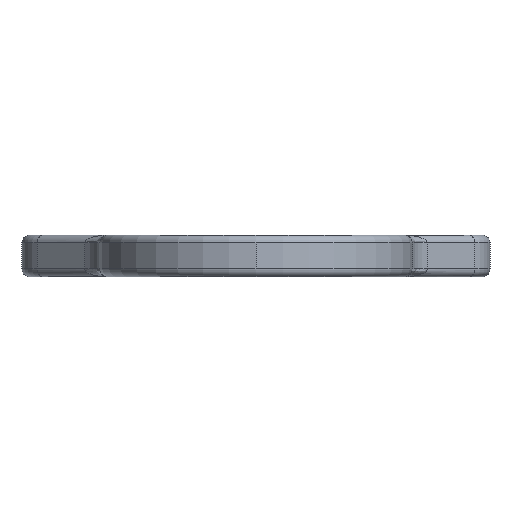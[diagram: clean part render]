
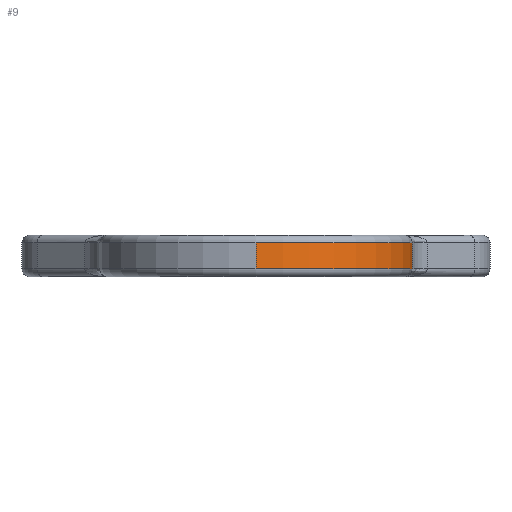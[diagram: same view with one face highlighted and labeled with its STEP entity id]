
A CAD part, left-side view. The second image highlights one B-rep face of the part: STEP entity #9.
In plain terms, the highlighted cylindrical face has radius 30 mm (diameter 60 mm), a partial arc.
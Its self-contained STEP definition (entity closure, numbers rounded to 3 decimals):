
#9 = ADVANCED_FACE ( 'NONE', ( #11303 ), #8547, .T. ) ;
#565 = CARTESIAN_POINT ( 'NONE',  ( -45., -30., -2.5 ) ) ;
#601 = DIRECTION ( 'NONE',  ( 1., 0., 0. ) ) ;
#900 = EDGE_CURVE ( 'NONE', #5241, #6768, #4184, .T. ) ;
#927 = CARTESIAN_POINT ( 'NONE',  ( -75., 0., -2.5 ) ) ;
#2469 = CARTESIAN_POINT ( 'NONE',  ( -45., 0., 2.5 ) ) ;
#2583 = ORIENTED_EDGE ( 'NONE', *, *, #10686, .T. ) ;
#3533 = DIRECTION ( 'NONE',  ( 0., 0., -1. ) ) ;
#3825 = LINE ( 'NONE', #11524, #9772 ) ;
#4184 = CIRCLE ( 'NONE', #7179, 30. ) ;
#4460 = EDGE_LOOP ( 'NONE', ( #8687, #6787, #2583, #10875 ) ) ;
#5241 = VERTEX_POINT ( 'NONE', #10720 ) ;
#6168 = LINE ( 'NONE', #9992, #8352 ) ;
#6240 = EDGE_CURVE ( 'NONE', #6768, #12083, #3825, .T. ) ;
#6542 = AXIS2_PLACEMENT_3D ( 'NONE', #9306, #7368, #601 ) ;
#6768 = VERTEX_POINT ( 'NONE', #10877 ) ;
#6770 = DIRECTION ( 'NONE',  ( 0., 0., -1. ) ) ;
#6787 = ORIENTED_EDGE ( 'NONE', *, *, #6240, .T. ) ;
#6995 = AXIS2_PLACEMENT_3D ( 'NONE', #12181, #7547, #11245 ) ;
#7179 = AXIS2_PLACEMENT_3D ( 'NONE', #2469, #3533, #8109 ) ;
#7368 = DIRECTION ( 'NONE',  ( 0., 0., 1. ) ) ;
#7547 = DIRECTION ( 'NONE',  ( 0., 0., -1. ) ) ;
#8109 = DIRECTION ( 'NONE',  ( 1., 0., 0. ) ) ;
#8352 = VECTOR ( 'NONE', #10309, 1000. ) ;
#8547 = CYLINDRICAL_SURFACE ( 'NONE', #6995, 30. ) ;
#8687 = ORIENTED_EDGE ( 'NONE', *, *, #900, .T. ) ;
#9306 = CARTESIAN_POINT ( 'NONE',  ( -45., 0., -2.5 ) ) ;
#9541 = CIRCLE ( 'NONE', #6542, 30. ) ;
#9732 = VERTEX_POINT ( 'NONE', #565 ) ;
#9772 = VECTOR ( 'NONE', #6770, 1000. ) ;
#9992 = CARTESIAN_POINT ( 'NONE',  ( -45., -30., 4. ) ) ;
#10309 = DIRECTION ( 'NONE',  ( 0., 0., -1. ) ) ;
#10686 = EDGE_CURVE ( 'NONE', #12083, #9732, #9541, .T. ) ;
#10720 = CARTESIAN_POINT ( 'NONE',  ( -45., -30., 2.5 ) ) ;
#10875 = ORIENTED_EDGE ( 'NONE', *, *, #11403, .F. ) ;
#10877 = CARTESIAN_POINT ( 'NONE',  ( -75., 0., 2.5 ) ) ;
#11245 = DIRECTION ( 'NONE',  ( -1., 0., 0. ) ) ;
#11303 = FACE_OUTER_BOUND ( 'NONE', #4460, .T. ) ;
#11403 = EDGE_CURVE ( 'NONE', #5241, #9732, #6168, .T. ) ;
#11524 = CARTESIAN_POINT ( 'NONE',  ( -75., 0., 4. ) ) ;
#12083 = VERTEX_POINT ( 'NONE', #927 ) ;
#12181 = CARTESIAN_POINT ( 'NONE',  ( -45., 0., 4. ) ) ;
